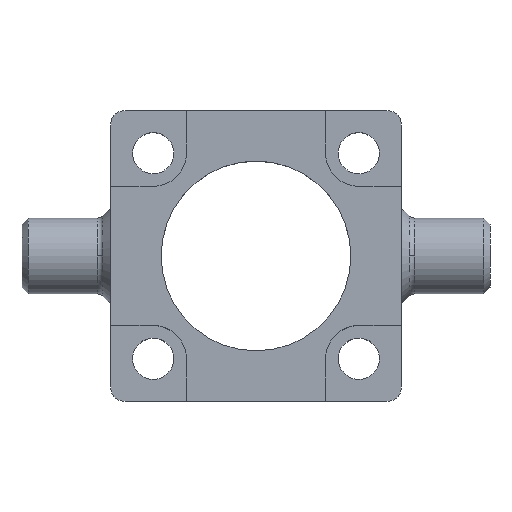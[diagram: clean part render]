
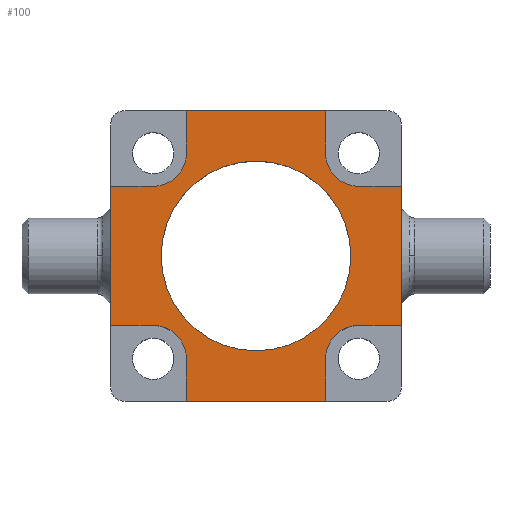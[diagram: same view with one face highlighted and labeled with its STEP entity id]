
A CAD part, top view. The second image highlights one B-rep face of the part: STEP entity #100.
In plain terms, the highlighted planar face has unit normal (0, 0, 1).
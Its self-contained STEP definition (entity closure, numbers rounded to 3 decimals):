
#100=ADVANCED_FACE('',(#215,#216),#217,.T.);
#215=FACE_OUTER_BOUND('',#337,.T.);
#216=FACE_BOUND('',#338,.T.);
#217=PLANE('',#339);
#337=EDGE_LOOP('',(#779,#780,#781,#782,#783,#784,#785,#786,#787,#788,#789,#790,#791,#792,#793,#794,#795,#796));
#338=EDGE_LOOP('',(#797,#798));
#339=AXIS2_PLACEMENT_3D('',#799,#800,#801);
#779=ORIENTED_EDGE('',*,*,#892,.T.);
#780=ORIENTED_EDGE('',*,*,#903,.F.);
#781=ORIENTED_EDGE('',*,*,#963,.T.);
#782=ORIENTED_EDGE('',*,*,#965,.T.);
#783=ORIENTED_EDGE('',*,*,#961,.T.);
#784=ORIENTED_EDGE('',*,*,#969,.F.);
#785=ORIENTED_EDGE('',*,*,#950,.F.);
#786=ORIENTED_EDGE('',*,*,#944,.T.);
#787=ORIENTED_EDGE('',*,*,#947,.T.);
#788=ORIENTED_EDGE('',*,*,#942,.T.);
#789=ORIENTED_EDGE('',*,*,#930,.F.);
#790=ORIENTED_EDGE('',*,*,#920,.T.);
#791=ORIENTED_EDGE('',*,*,#923,.T.);
#792=ORIENTED_EDGE('',*,*,#918,.T.);
#793=ORIENTED_EDGE('',*,*,#927,.F.);
#794=ORIENTED_EDGE('',*,*,#906,.F.);
#795=ORIENTED_EDGE('',*,*,#894,.T.);
#796=ORIENTED_EDGE('',*,*,#897,.T.);
#797=ORIENTED_EDGE('',*,*,#864,.T.);
#798=ORIENTED_EDGE('',*,*,#972,.T.);
#799=CARTESIAN_POINT('',(0.0,0.,14.0));
#800=DIRECTION('',(0.0,0.0,1.0));
#801=DIRECTION('',(1.0,0.0,0.0));
#864=EDGE_CURVE('',#1052,#1049,#1053,.T.);
#892=EDGE_CURVE('',#1105,#1103,#1106,.T.);
#894=EDGE_CURVE('',#1108,#1109,#1110,.T.);
#897=EDGE_CURVE('',#1109,#1105,#1113,.T.);
#903=EDGE_CURVE('',#1122,#1103,#1124,.T.);
#906=EDGE_CURVE('',#1108,#1010,#1128,.T.);
#918=EDGE_CURVE('',#1148,#1146,#1149,.T.);
#920=EDGE_CURVE('',#1151,#1152,#1153,.T.);
#923=EDGE_CURVE('',#1152,#1148,#1156,.T.);
#927=EDGE_CURVE('',#1010,#1146,#1162,.T.);
#930=EDGE_CURVE('',#1151,#1166,#1167,.T.);
#942=EDGE_CURVE('',#1186,#1166,#1187,.T.);
#944=EDGE_CURVE('',#1189,#1190,#1191,.T.);
#947=EDGE_CURVE('',#1190,#1186,#1194,.T.);
#950=EDGE_CURVE('',#1189,#1043,#1198,.T.);
#961=EDGE_CURVE('',#1215,#1213,#1216,.T.);
#963=EDGE_CURVE('',#1122,#1218,#1219,.T.);
#965=EDGE_CURVE('',#1218,#1215,#1221,.T.);
#969=EDGE_CURVE('',#1043,#1213,#1227,.T.);
#972=EDGE_CURVE('',#1049,#1052,#1230,.T.);
#1010=VERTEX_POINT('',#1273);
#1043=VERTEX_POINT('',#1312);
#1049=VERTEX_POINT('',#1319);
#1052=VERTEX_POINT('',#1323);
#1053=CIRCLE('',#1324,15.0);
#1103=VERTEX_POINT('',#1387);
#1105=VERTEX_POINT('',#1390);
#1106=LINE('',#1391,#1392);
#1108=VERTEX_POINT('',#1395);
#1109=VERTEX_POINT('',#1396);
#1110=LINE('',#1397,#1398);
#1113=CIRCLE('',#1403,5.25);
#1122=VERTEX_POINT('',#1416);
#1124=LINE('',#1419,#1420);
#1128=LINE('',#1425,#1426);
#1146=VERTEX_POINT('',#1449);
#1148=VERTEX_POINT('',#1452);
#1149=LINE('',#1453,#1454);
#1151=VERTEX_POINT('',#1457);
#1152=VERTEX_POINT('',#1458);
#1153=LINE('',#1459,#1460);
#1156=CIRCLE('',#1465,5.25);
#1162=LINE('',#1473,#1474);
#1166=VERTEX_POINT('',#1479);
#1167=LINE('',#1480,#1481);
#1186=VERTEX_POINT('',#1507);
#1187=LINE('',#1508,#1509);
#1189=VERTEX_POINT('',#1512);
#1190=VERTEX_POINT('',#1513);
#1191=LINE('',#1514,#1515);
#1194=CIRCLE('',#1520,5.25);
#1198=LINE('',#1525,#1526);
#1213=VERTEX_POINT('',#1545);
#1215=VERTEX_POINT('',#1548);
#1216=LINE('',#1549,#1550);
#1218=VERTEX_POINT('',#1553);
#1219=LINE('',#1554,#1555);
#1221=CIRCLE('',#1558,5.25);
#1227=LINE('',#1566,#1567);
#1230=CIRCLE('',#1570,15.0);
#1273=CARTESIAN_POINT('',(23.0,0.0,14.0));
#1312=CARTESIAN_POINT('',(-23.0,0.,14.0));
#1319=CARTESIAN_POINT('',(15.0,0.,14.0));
#1323=CARTESIAN_POINT('',(-15.0,0.,14.0));
#1324=AXIS2_PLACEMENT_3D('',#1684,#1685,#1686);
#1387=CARTESIAN_POINT('',(11.0,23.0,14.0));
#1390=CARTESIAN_POINT('',(11.0,16.25,14.0));
#1391=CARTESIAN_POINT('',(11.0,10.063,14.0));
#1392=VECTOR('',#1740,1.0);
#1395=CARTESIAN_POINT('',(23.0,11.0,14.0));
#1396=CARTESIAN_POINT('',(16.25,11.0,14.0));
#1397=CARTESIAN_POINT('',(10.063,11.0,14.0));
#1398=VECTOR('',#1742,1.0);
#1403=AXIS2_PLACEMENT_3D('',#1745,#1746,#1747);
#1416=CARTESIAN_POINT('',(-11.0,23.0,14.0));
#1419=CARTESIAN_POINT('',(20.7,23.0,14.0));
#1420=VECTOR('',#1753,1.0);
#1425=CARTESIAN_POINT('',(23.0,-20.7,14.0));
#1426=VECTOR('',#1758,1.0);
#1449=CARTESIAN_POINT('',(23.0,-11.0,14.0));
#1452=CARTESIAN_POINT('',(16.25,-11.0,14.0));
#1453=CARTESIAN_POINT('',(10.063,-11.0,14.0));
#1454=VECTOR('',#1780,1.0);
#1457=CARTESIAN_POINT('',(11.0,-23.0,14.0));
#1458=CARTESIAN_POINT('',(11.0,-16.25,14.0));
#1459=CARTESIAN_POINT('',(11.0,-10.063,14.0));
#1460=VECTOR('',#1782,1.0);
#1465=AXIS2_PLACEMENT_3D('',#1785,#1786,#1787);
#1473=CARTESIAN_POINT('',(23.0,-20.7,14.0));
#1474=VECTOR('',#1793,1.0);
#1479=CARTESIAN_POINT('',(-11.0,-23.0,14.0));
#1480=CARTESIAN_POINT('',(-20.7,-23.0,14.0));
#1481=VECTOR('',#1798,1.0);
#1507=CARTESIAN_POINT('',(-11.0,-16.25,14.0));
#1508=CARTESIAN_POINT('',(-11.0,-10.063,14.0));
#1509=VECTOR('',#1818,1.0);
#1512=CARTESIAN_POINT('',(-23.0,-11.0,14.0));
#1513=CARTESIAN_POINT('',(-16.25,-11.0,14.0));
#1514=CARTESIAN_POINT('',(-10.063,-11.0,14.0));
#1515=VECTOR('',#1820,1.0);
#1520=AXIS2_PLACEMENT_3D('',#1823,#1824,#1825);
#1525=CARTESIAN_POINT('',(-23.0,20.7,14.0));
#1526=VECTOR('',#1830,1.0);
#1545=CARTESIAN_POINT('',(-23.0,11.0,14.0));
#1548=CARTESIAN_POINT('',(-16.25,11.0,14.0));
#1549=CARTESIAN_POINT('',(-10.063,11.0,14.0));
#1550=VECTOR('',#1851,1.0);
#1553=CARTESIAN_POINT('',(-11.0,16.25,14.0));
#1554=CARTESIAN_POINT('',(-11.0,10.063,14.0));
#1555=VECTOR('',#1853,1.0);
#1558=AXIS2_PLACEMENT_3D('',#1855,#1856,#1857);
#1566=CARTESIAN_POINT('',(-23.0,20.7,14.0));
#1567=VECTOR('',#1863,1.0);
#1570=AXIS2_PLACEMENT_3D('',#1870,#1871,#1872);
#1684=CARTESIAN_POINT('',(0.0,0.0,14.0));
#1685=DIRECTION('',(0.0,0.0,-1.0));
#1686=DIRECTION('',(1.0,0.0,0.0));
#1740=DIRECTION('',(0.,1.0,-0.0));
#1742=DIRECTION('',(-1.0,0.,0.0));
#1745=CARTESIAN_POINT('',(16.25,16.25,14.0));
#1746=DIRECTION('',(-0.0,0.0,-1.0));
#1747=DIRECTION('',(0.,-1.0,0.0));
#1753=DIRECTION('',(1.0,0.0,0.0));
#1758=DIRECTION('',(-0.0,-1.0,-0.0));
#1780=DIRECTION('',(1.0,0.,0.0));
#1782=DIRECTION('',(0.,1.0,-0.0));
#1785=CARTESIAN_POINT('',(16.25,-16.25,14.0));
#1786=DIRECTION('',(-0.0,0.0,-1.0));
#1787=DIRECTION('',(-1.0,0.,0.0));
#1793=DIRECTION('',(-0.0,-1.0,-0.0));
#1798=DIRECTION('',(-1.0,-0.0,-0.0));
#1818=DIRECTION('',(0.,-1.0,0.0));
#1820=DIRECTION('',(1.0,0.,0.0));
#1823=CARTESIAN_POINT('',(-16.25,-16.25,14.0));
#1824=DIRECTION('',(0.0,0.0,-1.0));
#1825=DIRECTION('',(0.,1.0,0.0));
#1830=DIRECTION('',(0.0,1.0,0.0));
#1851=DIRECTION('',(-1.0,0.0,0.0));
#1853=DIRECTION('',(0.0,-1.0,0.0));
#1855=CARTESIAN_POINT('',(-16.25,16.25,14.0));
#1856=DIRECTION('',(0.0,0.0,-1.0));
#1857=DIRECTION('',(1.0,0.0,0.0));
#1863=DIRECTION('',(0.0,1.0,0.0));
#1870=CARTESIAN_POINT('',(0.0,0.0,14.0));
#1871=DIRECTION('',(0.0,0.0,-1.0));
#1872=DIRECTION('',(1.0,0.0,0.0));
